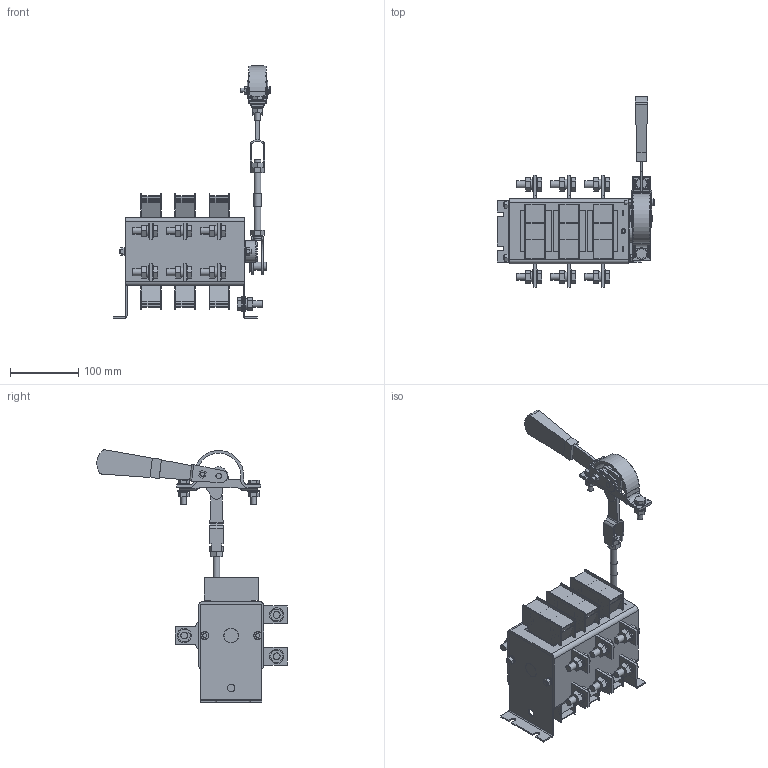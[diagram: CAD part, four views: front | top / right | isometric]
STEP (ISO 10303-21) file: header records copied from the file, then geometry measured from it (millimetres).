
FILE_DESCRIPTION (( 'STEP AP214' ), '1' );
FILE_NAME ('SRK01-221-400 Âûêëþ÷àòåëü-ðàçúåäèíèòåëü ÂÐ32È-37A71240 400À IEK.STEP', '2018-05-17T12:37:34', ( '' ), ( '' ), 'SwSTEP 2.0', 'SolidWorks 2014', '' );
FILE_SCHEMA (( 'AUTOMOTIVE_DESIGN' ));
Length unit declared in the file: millimetre
Products named in the file (1): SRK01-221-400 Âûêëþ÷àòåëü-ðàçúåäèíèòåëü ÂÐ32È-37A71240  400À IEK
Bounding box: 231.55 x 280.15 x 371.14 mm (x, y, z)
Volume: 1476862.5 mm3; surface area: 568000 mm2
Topology: 38 solids, 39 shells, 2269 faces, 6273 edges, 4169 vertices
Faces by surface type: plane 1505, cylinder 757, bspline 3, torus 3, cone 1
Full cylindrical faces by diameter (mm): 6 x10, 6.1 x4, 6.2 x1, 7 x1, 7.2 x1, 8 x10, 8.2 x4, 9.2 x4, 9.998 x2, 10 x24, 10.4 x21, 10.6 x1, 11.2 x11, 11.364 x1, 12 x8, 12.4 x1, 12.5 x3, 15 x2, 17 x4, 18 x1, 21 x21, 21.3 x2, 21.8 x2, 22.3 x1, 32 x1
Entity records: 72106 total; most frequent: CARTESIAN_POINT 13024, ORIENTED_EDGE 12134, DIRECTION 12019, EDGE_CURVE 6067, VECTOR 4409, LINE 4409, VERTEX_POINT 4108, AXIS2_PLACEMENT_3D 3805
